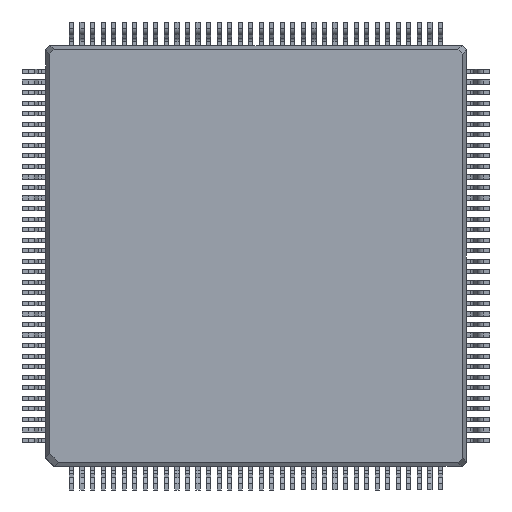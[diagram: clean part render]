
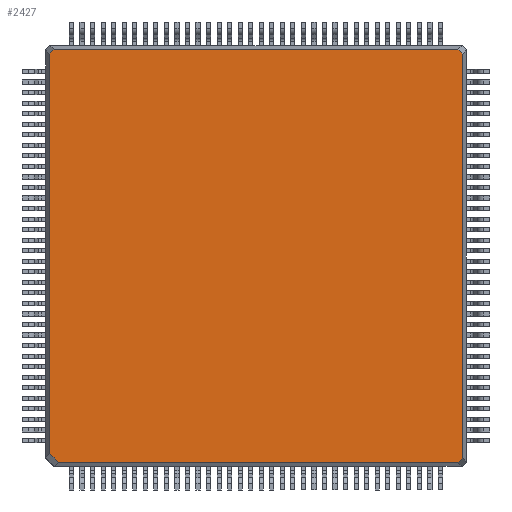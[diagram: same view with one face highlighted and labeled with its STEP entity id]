
A CAD part, front view. The second image highlights one B-rep face of the part: STEP entity #2427.
In plain terms, the highlighted planar face has unit normal (0, -1, 0).
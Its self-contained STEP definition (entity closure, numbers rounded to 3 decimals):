
#24 = LINE ( 'NONE', #1734, #1466 ) ;
#26 = CARTESIAN_POINT ( 'NONE',  ( -9.786, -0.8, -9.372 ) ) ;
#280 = CARTESIAN_POINT ( 'NONE',  ( 9.786, -0.8, 0. ) ) ;
#296 = DIRECTION ( 'NONE',  ( 0., 0., 1. ) ) ;
#300 = PLANE ( 'NONE',  #2979 ) ;
#388 = EDGE_CURVE ( 'NONE', #1626, #1324, #1607, .T. ) ;
#588 = VECTOR ( 'NONE', #868, 1000. ) ;
#693 = ORIENTED_EDGE ( 'NONE', *, *, #3493, .T. ) ;
#702 = ORIENTED_EDGE ( 'NONE', *, *, #3218, .T. ) ;
#711 = DIRECTION ( 'NONE',  ( -0.707, 0., 0.707 ) ) ;
#712 = LINE ( 'NONE', #26, #2919 ) ;
#756 = DIRECTION ( 'NONE',  ( 0.707, 0., 0.707 ) ) ;
#854 = CARTESIAN_POINT ( 'NONE',  ( -9.786, -0.8, 9.579 ) ) ;
#868 = DIRECTION ( 'NONE',  ( -0.707, 0., -0.707 ) ) ;
#873 = CARTESIAN_POINT ( 'NONE',  ( -9.372, -0.8, -9.786 ) ) ;
#921 = ORIENTED_EDGE ( 'NONE', *, *, #3238, .T. ) ;
#1145 = VECTOR ( 'NONE', #711, 1000. ) ;
#1161 = EDGE_CURVE ( 'NONE', #1324, #2441, #712, .T. ) ;
#1251 = ORIENTED_EDGE ( 'NONE', *, *, #2970, .T. ) ;
#1256 = EDGE_CURVE ( 'NONE', #2441, #2916, #2564, .T. ) ;
#1285 = DIRECTION ( 'NONE',  ( 0.707, 0., -0.707 ) ) ;
#1324 = VERTEX_POINT ( 'NONE', #3396 ) ;
#1394 = VERTEX_POINT ( 'NONE', #1413 ) ;
#1413 = CARTESIAN_POINT ( 'NONE',  ( 9.786, -0.8, 9.579 ) ) ;
#1420 = LINE ( 'NONE', #2599, #588 ) ;
#1437 = VERTEX_POINT ( 'NONE', #2533 ) ;
#1440 = CARTESIAN_POINT ( 'NONE',  ( 9.579, -0.8, -9.786 ) ) ;
#1454 = DIRECTION ( 'NONE',  ( 0., -1., 0. ) ) ;
#1466 = VECTOR ( 'NONE', #2879, 1000. ) ;
#1467 = VECTOR ( 'NONE', #756, 1000. ) ;
#1607 = LINE ( 'NONE', #1886, #2463 ) ;
#1626 = VERTEX_POINT ( 'NONE', #854 ) ;
#1652 = ORIENTED_EDGE ( 'NONE', *, *, #1256, .T. ) ;
#1734 = CARTESIAN_POINT ( 'NONE',  ( 0., -0.8, 9.786 ) ) ;
#1773 = CARTESIAN_POINT ( 'NONE',  ( 9.786, -0.8, -9.579 ) ) ;
#1793 = VECTOR ( 'NONE', #3286, 1000. ) ;
#1820 = FACE_OUTER_BOUND ( 'NONE', #3530, .T. ) ;
#1886 = CARTESIAN_POINT ( 'NONE',  ( -9.786, -0.8, 0. ) ) ;
#1931 = ORIENTED_EDGE ( 'NONE', *, *, #388, .T. ) ;
#2054 = EDGE_CURVE ( 'NONE', #2916, #2822, #2999, .T. ) ;
#2073 = CARTESIAN_POINT ( 'NONE',  ( 0., -0.8, -9.786 ) ) ;
#2107 = VERTEX_POINT ( 'NONE', #3342 ) ;
#2152 = CARTESIAN_POINT ( 'NONE',  ( 9.786, -0.8, 9.579 ) ) ;
#2283 = ORIENTED_EDGE ( 'NONE', *, *, #1161, .T. ) ;
#2322 = LINE ( 'NONE', #280, #2998 ) ;
#2427 = ADVANCED_FACE ( 'NONE', ( #1820 ), #300, .T. ) ;
#2441 = VERTEX_POINT ( 'NONE', #873 ) ;
#2463 = VECTOR ( 'NONE', #2883, 1000. ) ;
#2533 = CARTESIAN_POINT ( 'NONE',  ( 9.579, -0.8, 9.786 ) ) ;
#2564 = LINE ( 'NONE', #2073, #1793 ) ;
#2599 = CARTESIAN_POINT ( 'NONE',  ( -9.579, -0.8, 9.786 ) ) ;
#2602 = DIRECTION ( 'NONE',  ( 0., 0., -1. ) ) ;
#2683 = LINE ( 'NONE', #2152, #1145 ) ;
#2822 = VERTEX_POINT ( 'NONE', #1773 ) ;
#2879 = DIRECTION ( 'NONE',  ( -1., 0., 0. ) ) ;
#2881 = CARTESIAN_POINT ( 'NONE',  ( 0., -0.8, 0. ) ) ;
#2883 = DIRECTION ( 'NONE',  ( 0., 0., -1. ) ) ;
#2916 = VERTEX_POINT ( 'NONE', #1440 ) ;
#2919 = VECTOR ( 'NONE', #1285, 1000. ) ;
#2970 = EDGE_CURVE ( 'NONE', #2107, #1626, #1420, .T. ) ;
#2979 = AXIS2_PLACEMENT_3D ( 'NONE', #2881, #1454, #2602 ) ;
#2998 = VECTOR ( 'NONE', #296, 1000. ) ;
#2999 = LINE ( 'NONE', #3071, #1467 ) ;
#3071 = CARTESIAN_POINT ( 'NONE',  ( 9.579, -0.8, -9.786 ) ) ;
#3218 = EDGE_CURVE ( 'NONE', #2822, #1394, #2322, .T. ) ;
#3238 = EDGE_CURVE ( 'NONE', #1437, #2107, #24, .T. ) ;
#3286 = DIRECTION ( 'NONE',  ( 1., 0., 0. ) ) ;
#3342 = CARTESIAN_POINT ( 'NONE',  ( -9.579, -0.8, 9.786 ) ) ;
#3396 = CARTESIAN_POINT ( 'NONE',  ( -9.786, -0.8, -9.372 ) ) ;
#3493 = EDGE_CURVE ( 'NONE', #1394, #1437, #2683, .T. ) ;
#3530 = EDGE_LOOP ( 'NONE', ( #3548, #702, #693, #921, #1251, #1931, #2283, #1652 ) ) ;
#3548 = ORIENTED_EDGE ( 'NONE', *, *, #2054, .T. ) ;
